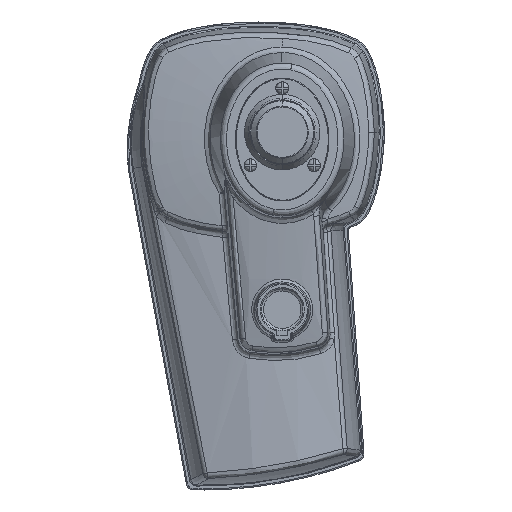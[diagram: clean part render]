
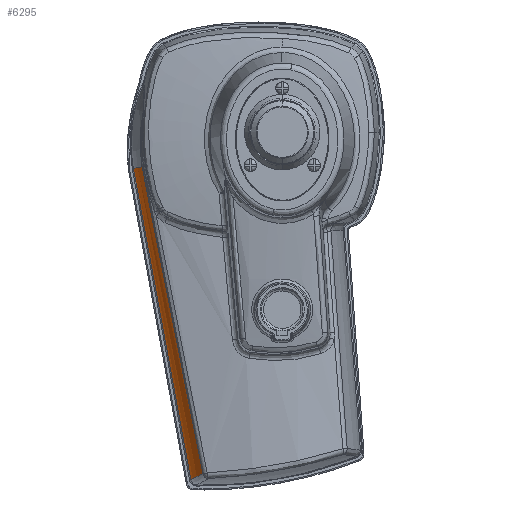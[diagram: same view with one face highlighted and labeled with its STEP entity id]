
A CAD part, left-side view. The second image highlights one B-rep face of the part: STEP entity #6295.
In plain terms, the highlighted free-form (B-spline) face has degree [3, 1] with [4, 2] control points.
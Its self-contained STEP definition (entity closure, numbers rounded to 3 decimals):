
#167 = ORIENTED_EDGE ( 'NONE', *, *, #17919, .T. ) ;
#567 = CARTESIAN_POINT ( 'NONE',  ( 11.263, 38.398, -147.915 ) ) ;
#905 = CIRCLE ( 'NONE', #21024, 128.092 ) ;
#2983 = CARTESIAN_POINT ( 'NONE',  ( -30.311, 57.273, -14.161 ) ) ;
#3176 = CARTESIAN_POINT ( 'NONE',  ( -4.474, 37.33, -142.029 ) ) ;
#3190 = VERTEX_POINT ( 'NONE', #3896 ) ;
#3264 = CARTESIAN_POINT ( 'NONE',  ( 0., -65.29, 7.451 ) ) ;
#3896 = CARTESIAN_POINT ( 'NONE',  ( -4.474, 37.33, -142.029 ) ) ;
#4649 = CARTESIAN_POINT ( 'NONE',  ( -4.482, 60.114, -18.385 ) ) ;
#4710 = CARTESIAN_POINT ( 'NONE',  ( -30.311, 57.267, -14.193 ) ) ;
#4870 = CARTESIAN_POINT ( 'NONE',  ( -4.483, 60.779, -14.779 ) ) ;
#5982 = CARTESIAN_POINT ( 'NONE',  ( -10.923, 62.169, -15.024 ) ) ;
#6295 = ADVANCED_FACE ( 'NONE', ( #9575 ), #33354, .T. ) ;
#6796 = ORIENTED_EDGE ( 'NONE', *, *, #13534, .F. ) ;
#6882 = ORIENTED_EDGE ( 'NONE', *, *, #21117, .T. ) ;
#7424 = EDGE_CURVE ( 'NONE', #3190, #9072, #13053, .T. ) ;
#7476 = CARTESIAN_POINT ( 'NONE',  ( -4.482, 60.658, -15.434 ) ) ;
#7673 = CARTESIAN_POINT ( 'NONE',  ( -30.311, 57.273, -14.161 ) ) ;
#8040 = CARTESIAN_POINT ( 'NONE',  ( -30.26, 32.4, -139.519 ) ) ;
#8153 = DIRECTION ( 'NONE',  ( 0., 0.174, 0.985 ) ) ;
#8576 = CARTESIAN_POINT ( 'NONE',  ( -31.5, 30.52, -146.526 ) ) ;
#9072 = VERTEX_POINT ( 'NONE', #8040 ) ;
#9575 = FACE_OUTER_BOUND ( 'NONE', #33247, .T. ) ;
#10046 = CARTESIAN_POINT ( 'NONE',  ( -30.304, 52.896, -36.238 ) ) ;
#10260 = CARTESIAN_POINT ( 'NONE',  ( -30.265, 34.125, -130.836 ) ) ;
#10360 = ORIENTED_EDGE ( 'NONE', *, *, #7424, .T. ) ;
#10661 = ORIENTED_EDGE ( 'NONE', *, *, #27108, .T. ) ;
#10751 = CARTESIAN_POINT ( 'NONE',  ( 31.5, 30.52, -146.526 ) ) ;
#10986 = CARTESIAN_POINT ( 'NONE',  ( -4.478, 49.241, -77.391 ) ) ;
#11097 = CARTESIAN_POINT ( 'NONE',  ( -4.477, 45.375, -98.371 ) ) ;
#11215 = CARTESIAN_POINT ( 'NONE',  ( -4.476, 42.693, -112.924 ) ) ;
#12068 = VERTEX_POINT ( 'NONE', #28758 ) ;
#12100 = CARTESIAN_POINT ( 'NONE',  ( -13.26, 36.595, -141.658 ) ) ;
#12351 = CARTESIAN_POINT ( 'NONE',  ( -4.482, 60.356, -17.073 ) ) ;
#12463 = CARTESIAN_POINT ( 'NONE',  ( -4.482, 58.906, -24.941 ) ) ;
#12527 = CARTESIAN_POINT ( 'NONE',  ( -30.282, 41.957, -91.374 ) ) ;
#12636 = CARTESIAN_POINT ( 'NONE',  ( -30.269, 35.848, -122.152 ) ) ;
#13053 = B_SPLINE_CURVE_WITH_KNOTS ( 'NONE', 3,
 ( #14940, #30414, #12100, #17333, #22168, #24770 ),
 .UNSPECIFIED., .F., .F.,
 ( 4, 2, 4 ),
 ( 0.035, 0.048, 0.062 ),
 .UNSPECIFIED. ) ;
#13534 = EDGE_CURVE ( 'NONE', #12068, #19503, #905, .T. ) ;
#14940 = CARTESIAN_POINT ( 'NONE',  ( -4.474, 37.33, -142.029 ) ) ;
#16002 = CARTESIAN_POINT ( 'NONE',  ( -4.48, 53.107, -56.411 ) ) ;
#16110 = CARTESIAN_POINT ( 'NONE',  ( -4.482, 57.939, -30.186 ) ) ;
#17277 = CARTESIAN_POINT ( 'NONE',  ( -30.311, 57.267, -14.193 ) ) ;
#17333 = CARTESIAN_POINT ( 'NONE',  ( -21.855, 34.95, -140.824 ) ) ;
#17919 = EDGE_CURVE ( 'NONE', #12068, #3190, #32691, .T. ) ;
#18416 = CARTESIAN_POINT ( 'NONE',  ( -30.311, 57.269, -14.182 ) ) ;
#18813 = DIRECTION ( 'NONE',  ( 0., 0.985, -0.174 ) ) ;
#19239 = B_SPLINE_CURVE_WITH_KNOTS ( 'NONE', 3,
 ( #17277, #18416, #23913, #2983 ),
 .UNSPECIFIED., .F., .F.,
 ( 4, 4 ),
 ( 0., 0. ),
 .UNSPECIFIED. ) ;
#19503 = VERTEX_POINT ( 'NONE', #7673 ) ;
#20848 = VERTEX_POINT ( 'NONE', #25047 ) ;
#21024 = AXIS2_PLACEMENT_3D ( 'NONE', #3264, #8153, #18813 ) ;
#21117 = EDGE_CURVE ( 'NONE', #20848, #19503, #19239, .T. ) ;
#21281 = CARTESIAN_POINT ( 'NONE',  ( 31.761, 56.917, -14.098 ) ) ;
#21305 = CARTESIAN_POINT ( 'NONE',  ( -4.475, 40.012, -127.476 ) ) ;
#21487 = CARTESIAN_POINT ( 'NONE',  ( -11.263, 38.398, -147.915 ) ) ;
#22168 = CARTESIAN_POINT ( 'NONE',  ( -26.09, 33.828, -140.253 ) ) ;
#22748 = CARTESIAN_POINT ( 'NONE',  ( -4.482, 59.872, -19.696 ) ) ;
#23782 = CARTESIAN_POINT ( 'NONE',  ( -4.481, 56.973, -35.431 ) ) ;
#23862 = CARTESIAN_POINT ( 'NONE',  ( 10.923, 62.169, -15.024 ) ) ;
#23913 = CARTESIAN_POINT ( 'NONE',  ( -30.311, 57.271, -14.171 ) ) ;
#24770 = CARTESIAN_POINT ( 'NONE',  ( -30.26, 32.4, -139.519 ) ) ;
#25047 = CARTESIAN_POINT ( 'NONE',  ( -30.311, 57.267, -14.193 ) ) ;
#25087 = CARTESIAN_POINT ( 'NONE',  ( -30.26, 32.4, -139.519 ) ) ;
#25238 = CARTESIAN_POINT ( 'NONE',  ( -4.482, 60.718, -15.106 ) ) ;
#25264 = B_SPLINE_CURVE_WITH_KNOTS ( 'NONE', 3,
 ( #25087, #10260, #12636, #33114, #25753, #12527, #28253, #28368, #10046, #4710 ),
 .UNSPECIFIED., .F., .F.,
 ( 4, 3, 3, 4 ),
 ( 0.007, 0.034, 0.068, 0.135 ),
 .UNSPECIFIED. ) ;
#25753 = CARTESIAN_POINT ( 'NONE',  ( -30.277, 39.765, -102.421 ) ) ;
#27108 = EDGE_CURVE ( 'NONE', #9072, #20848, #25264, .T. ) ;
#28253 = CARTESIAN_POINT ( 'NONE',  ( -30.287, 44.149, -80.327 ) ) ;
#28368 = CARTESIAN_POINT ( 'NONE',  ( -30.295, 48.523, -58.282 ) ) ;
#28758 = CARTESIAN_POINT ( 'NONE',  ( -4.483, 60.779, -14.779 ) ) ;
#28858 = CARTESIAN_POINT ( 'NONE',  ( -31.761, 56.917, -14.098 ) ) ;
#30414 = CARTESIAN_POINT ( 'NONE',  ( -8.9, 37.118, -141.922 ) ) ;
#32691 = B_SPLINE_CURVE_WITH_KNOTS ( 'NONE', 3,
 ( #4870, #25238, #7476, #33383, #12351, #4649, #22748, #12463, #16110, #23782, #16002, #10986, #11097, #11215, #21305, #3176 ),
 .UNSPECIFIED., .F., .F.,
 ( 4, 3, 3, 3, 3, 4 ),
 ( 0., 0.001, 0.005, 0.021, 0.085, 0.129 ),
 .UNSPECIFIED. ) ;
#33114 = CARTESIAN_POINT ( 'NONE',  ( -30.272, 37.572, -113.468 ) ) ;
#33247 = EDGE_LOOP ( 'NONE', ( #6796, #167, #10360, #10661, #6882 ) ) ;
#33354 = B_SPLINE_SURFACE_WITH_KNOTS ( 'NONE', 3, 1, ( 
 ( #10751, #21281 ),
 ( #567, #23862 ),
 ( #21487, #5982 ),
 ( #8576, #28858 ) ),
 .UNSPECIFIED., .F., .F., .F.,
 ( 4, 4 ),
 ( 2, 2 ),
 ( 0., 1. ),
 ( 0., 1. ),
 .UNSPECIFIED. ) ;
#33383 = CARTESIAN_POINT ( 'NONE',  ( -4.482, 60.597, -15.762 ) ) ;
